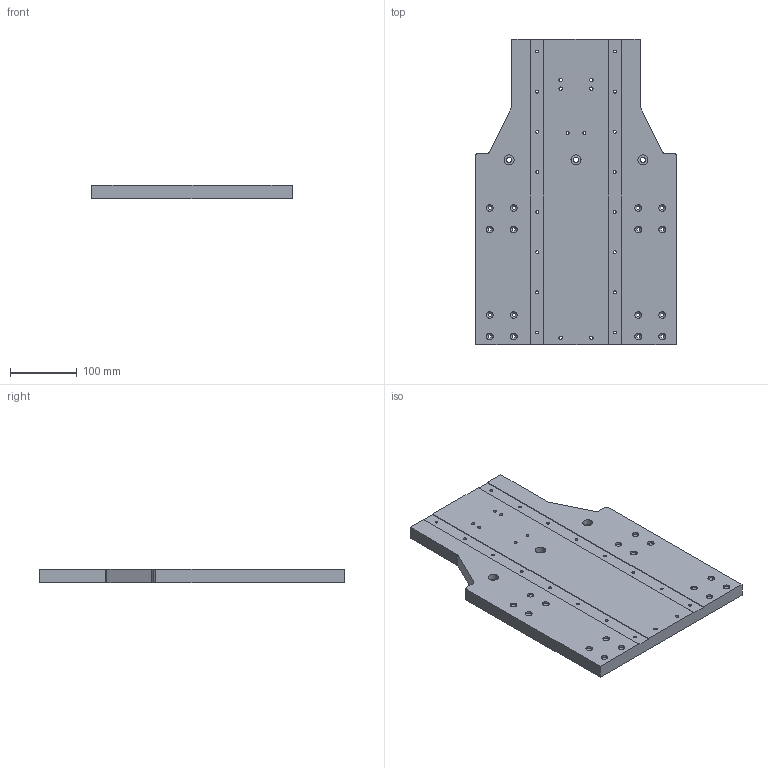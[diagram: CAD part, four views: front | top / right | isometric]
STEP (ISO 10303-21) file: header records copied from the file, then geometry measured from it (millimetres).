
FILE_DESCRIPTION(/* description */ (''),/* implementation_level */ '2;1');
FILE_NAME(/* name */ 'X Axis_Gantry_Plate v39.step',/* time_stamp */ '2021-06-29T19:13:12+04:00',/* author */ (''),/* organization */ (''),/* preprocessor_version */ 'ST-DEVELOPER v18.1',/* originating_system */ 'Autodesk Translation Framework v10.9.0.1377',/* authorisation */ '');
FILE_SCHEMA (('AUTOMOTIVE_DESIGN { 1 0 10303 214 3 1 1 }'));
Length unit declared in the file: millimetre
Products named in the file (1): X Axis_Gantry_Plate
Bounding box: 300 x 456 x 20 mm (x, y, z)
Volume: 2370924.9 mm3; surface area: 286853.7 mm2
Topology: 1 solids, 1 shells, 113 faces, 289 edges, 181 vertices
Faces by surface type: cylinder 71, plane 23, cone 19
Full cylindrical faces by diameter (mm): 4.234 x18, 5 x16, 5.035 x6, 6.779 x3, 8 x3, 10 x16, 15 x3
Entity records: 3642 total; most frequent: DIRECTION 656, CARTESIAN_POINT 581, ORIENTED_EDGE 572, EDGE_CURVE 286, AXIS2_PLACEMENT_3D 256, EDGE_LOOP 205, VERTEX_POINT 181, LINE 144
